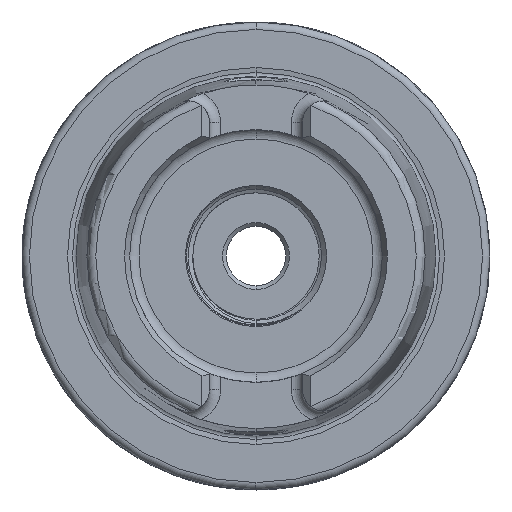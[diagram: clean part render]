
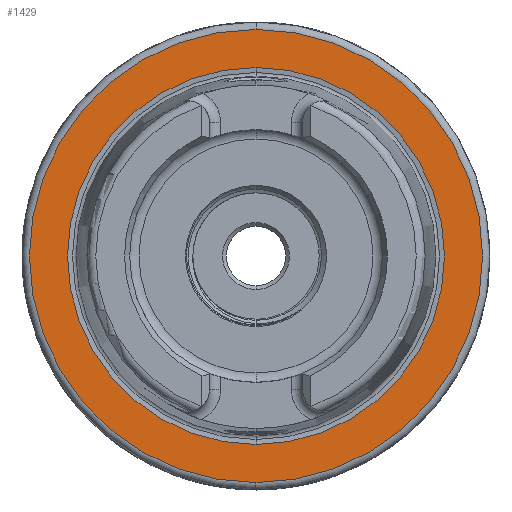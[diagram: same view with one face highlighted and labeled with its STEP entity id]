
A CAD part, left-side view. The second image highlights one B-rep face of the part: STEP entity #1429.
In plain terms, the highlighted planar face has unit normal (-1, 0, 0).
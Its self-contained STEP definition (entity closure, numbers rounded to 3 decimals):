
#520 = PLANE ( 'NONE',  #2033 ) ;
#521 = CARTESIAN_POINT ( 'NONE',  ( 0., 25.369, 0. ) ) ;
#522 = DIRECTION ( 'NONE',  ( -1., 0., 0. ) ) ;
#523 = DIRECTION ( 'NONE',  ( 0., 0., 1. ) ) ;
#1429 = ADVANCED_FACE ( 'NONE', ( #2026, #2031 ), #520, .T. ) ;
#2026 = FACE_OUTER_BOUND ( 'NONE', #8779, .T. ) ;
#2031 = FACE_BOUND ( 'NONE', #8780, .T. ) ;
#2033 = AXIS2_PLACEMENT_3D ( 'NONE', #521, #522, #523 ) ;
#5898 = EDGE_CURVE ( 'NONE', #6293, #6291, #22045, .T. ) ;
#5913 = EDGE_CURVE ( 'NONE', #6310, #6308, #22050, .T. ) ;
#6291 = VERTEX_POINT ( 'NONE', #11127 ) ;
#6293 = VERTEX_POINT ( 'NONE', #11128 ) ;
#6308 = VERTEX_POINT ( 'NONE', #11136 ) ;
#6310 = VERTEX_POINT ( 'NONE', #11137 ) ;
#6503 = CARTESIAN_POINT ( 'NONE',  ( 0., 0., 0. ) ) ;
#6504 = DIRECTION ( 'NONE',  ( -1., 0., 0. ) ) ;
#6505 = DIRECTION ( 'NONE',  ( 0., 0., 1. ) ) ;
#6608 = AXIS2_PLACEMENT_3D ( 'NONE', #6503, #6504, #6505 ) ;
#6613 = AXIS2_PLACEMENT_3D ( 'NONE', #7246, #7247, #7248 ) ;
#6952 = EDGE_CURVE ( 'NONE', #6308, #6310, #22110, .T. ) ;
#6953 = EDGE_CURVE ( 'NONE', #6291, #6293, #22111, .T. ) ;
#7246 = CARTESIAN_POINT ( 'NONE',  ( 0., 0., 0. ) ) ;
#7247 = DIRECTION ( 'NONE',  ( 1., 0., 0. ) ) ;
#7248 = DIRECTION ( 'NONE',  ( 0., 0., -1. ) ) ;
#8779 = EDGE_LOOP ( 'NONE', ( #23614, #23615 ) ) ;
#8780 = EDGE_LOOP ( 'NONE', ( #23617, #23616 ) ) ;
#11127 = CARTESIAN_POINT ( 'NONE',  ( 0., 0., -30.5 ) ) ;
#11128 = CARTESIAN_POINT ( 'NONE',  ( 0., 0., 30.5 ) ) ;
#11136 = CARTESIAN_POINT ( 'NONE',  ( 0., 0., -25.369 ) ) ;
#11137 = CARTESIAN_POINT ( 'NONE',  ( 0., 0., 25.369 ) ) ;
#11193 = AXIS2_PLACEMENT_3D ( 'NONE', #11754, #11755, #11756 ) ;
#11194 = AXIS2_PLACEMENT_3D ( 'NONE', #11751, #11752, #11753 ) ;
#11751 = CARTESIAN_POINT ( 'NONE',  ( 0., 0., 0. ) ) ;
#11752 = DIRECTION ( 'NONE',  ( 1., 0., 0. ) ) ;
#11753 = DIRECTION ( 'NONE',  ( 0., 0., -1. ) ) ;
#11754 = CARTESIAN_POINT ( 'NONE',  ( 0., 0., 0. ) ) ;
#11755 = DIRECTION ( 'NONE',  ( -1., 0., 0. ) ) ;
#11756 = DIRECTION ( 'NONE',  ( 0., 0., 1. ) ) ;
#22045 = CIRCLE ( 'NONE', #6608, 30.5 ) ;
#22050 = CIRCLE ( 'NONE', #6613, 25.369 ) ;
#22110 = CIRCLE ( 'NONE', #11194, 25.369 ) ;
#22111 = CIRCLE ( 'NONE', #11193, 30.5 ) ;
#23614 = ORIENTED_EDGE ( 'NONE', *, *, #5898, .T. ) ;
#23615 = ORIENTED_EDGE ( 'NONE', *, *, #6953, .T. ) ;
#23616 = ORIENTED_EDGE ( 'NONE', *, *, #6952, .T. ) ;
#23617 = ORIENTED_EDGE ( 'NONE', *, *, #5913, .T. ) ;
